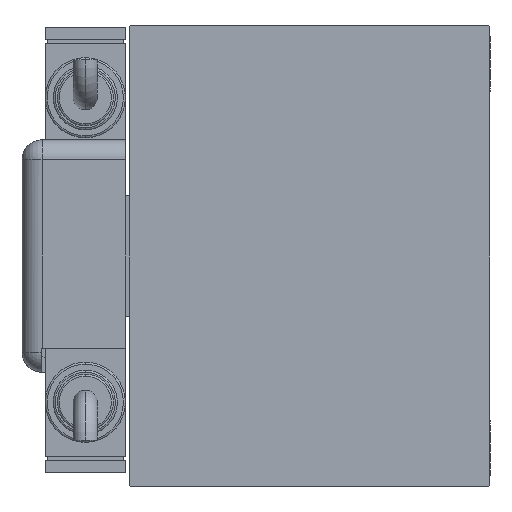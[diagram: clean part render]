
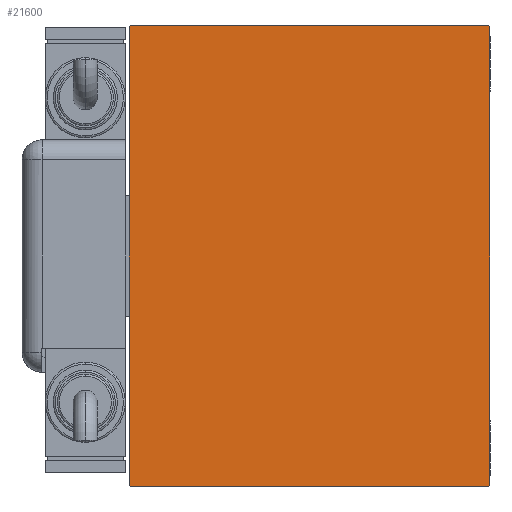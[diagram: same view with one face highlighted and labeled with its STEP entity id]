
A CAD part, left-side view. The second image highlights one B-rep face of the part: STEP entity #21600.
In plain terms, the highlighted face is planar.
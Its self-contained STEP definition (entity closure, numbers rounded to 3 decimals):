
#1263 = LINE ( 'NONE', #10777, #57586 ) ;
#1671 = VERTEX_POINT ( 'NONE', #2598 ) ;
#2598 = CARTESIAN_POINT ( 'NONE',  ( 158., 44.7, -57.5 ) ) ;
#2893 = FACE_OUTER_BOUND ( 'NONE', #44425, .T. ) ;
#3528 = LINE ( 'NONE', #44614, #26158 ) ;
#6254 = VECTOR ( 'NONE', #28268, 1000. ) ;
#7112 = DIRECTION ( 'NONE',  ( 0., -0.707, 0.707 ) ) ;
#7880 = VECTOR ( 'NONE', #46589, 1000. ) ;
#8032 = CARTESIAN_POINT ( 'NONE',  ( 158., 45., -57.2 ) ) ;
#8102 = CARTESIAN_POINT ( 'NONE',  ( 158., 51.1, -51.1 ) ) ;
#8905 = ORIENTED_EDGE ( 'NONE', *, *, #27827, .T. ) ;
#10777 = CARTESIAN_POINT ( 'NONE',  ( 158., -45., -57.5 ) ) ;
#12131 = EDGE_CURVE ( 'NONE', #34992, #43435, #56272, .T. ) ;
#13846 = EDGE_CURVE ( 'NONE', #43435, #27065, #58143, .T. ) ;
#16277 = PLANE ( 'NONE',  #34842 ) ;
#16576 = DIRECTION ( 'NONE',  ( 1., 0., 0. ) ) ;
#16757 = VERTEX_POINT ( 'NONE', #58411 ) ;
#19012 = EDGE_CURVE ( 'NONE', #16757, #1671, #1263, .T. ) ;
#19195 = EDGE_CURVE ( 'NONE', #33652, #34992, #3528, .T. ) ;
#19227 = ORIENTED_EDGE ( 'NONE', *, *, #32786, .T. ) ;
#20673 = LINE ( 'NONE', #43009, #21783 ) ;
#21600 = ADVANCED_FACE ( 'NONE', ( #2893 ), #16277, .T. ) ;
#21783 = VECTOR ( 'NONE', #47786, 1000. ) ;
#23475 = CARTESIAN_POINT ( 'NONE',  ( 158., -51.1, 51.1 ) ) ;
#23830 = EDGE_CURVE ( 'NONE', #27065, #42924, #34655, .T. ) ;
#24253 = DIRECTION ( 'NONE',  ( 0., 0., -1. ) ) ;
#25492 = DIRECTION ( 'NONE',  ( 0., 0., -1. ) ) ;
#25560 = ORIENTED_EDGE ( 'NONE', *, *, #46252, .T. ) ;
#26158 = VECTOR ( 'NONE', #7112, 1000. ) ;
#26236 = ORIENTED_EDGE ( 'NONE', *, *, #13846, .T. ) ;
#27065 = VERTEX_POINT ( 'NONE', #58742 ) ;
#27827 = EDGE_CURVE ( 'NONE', #1671, #43112, #49504, .T. ) ;
#27928 = DIRECTION ( 'NONE',  ( 0., -0.707, -0.707 ) ) ;
#28268 = DIRECTION ( 'NONE',  ( 0., -1., 0. ) ) ;
#29134 = CARTESIAN_POINT ( 'NONE',  ( 158., 45., 57.5 ) ) ;
#29575 = CARTESIAN_POINT ( 'NONE',  ( 158., -45., 57.5 ) ) ;
#30142 = VECTOR ( 'NONE', #24253, 1000. ) ;
#32786 = EDGE_CURVE ( 'NONE', #42924, #16757, #20673, .T. ) ;
#33281 = CARTESIAN_POINT ( 'NONE',  ( 158., 45., 57.2 ) ) ;
#33652 = VERTEX_POINT ( 'NONE', #33281 ) ;
#34441 = CARTESIAN_POINT ( 'NONE',  ( 158., 0., 0. ) ) ;
#34655 = LINE ( 'NONE', #29575, #30142 ) ;
#34842 = AXIS2_PLACEMENT_3D ( 'NONE', #34441, #16576, #25492 ) ;
#34992 = VERTEX_POINT ( 'NONE', #42476 ) ;
#35275 = CARTESIAN_POINT ( 'NONE',  ( 158., -45., -57.2 ) ) ;
#35354 = CARTESIAN_POINT ( 'NONE',  ( 158., -44.7, 57.5 ) ) ;
#36931 = VECTOR ( 'NONE', #49202, 1000. ) ;
#37644 = LINE ( 'NONE', #51912, #7880 ) ;
#37699 = VECTOR ( 'NONE', #27928, 1000. ) ;
#38921 = ORIENTED_EDGE ( 'NONE', *, *, #12131, .T. ) ;
#39140 = ORIENTED_EDGE ( 'NONE', *, *, #19195, .T. ) ;
#39772 = ORIENTED_EDGE ( 'NONE', *, *, #19012, .T. ) ;
#42476 = CARTESIAN_POINT ( 'NONE',  ( 158., 44.7, 57.5 ) ) ;
#42924 = VERTEX_POINT ( 'NONE', #35275 ) ;
#43009 = CARTESIAN_POINT ( 'NONE',  ( 158., -51.1, -51.1 ) ) ;
#43112 = VERTEX_POINT ( 'NONE', #8032 ) ;
#43435 = VERTEX_POINT ( 'NONE', #35354 ) ;
#44425 = EDGE_LOOP ( 'NONE', ( #39772, #8905, #25560, #39140, #38921, #26236, #56647, #19227 ) ) ;
#44614 = CARTESIAN_POINT ( 'NONE',  ( 158., 51.1, 51.1 ) ) ;
#46252 = EDGE_CURVE ( 'NONE', #43112, #33652, #37644, .T. ) ;
#46589 = DIRECTION ( 'NONE',  ( 0., 0., 1. ) ) ;
#47786 = DIRECTION ( 'NONE',  ( 0., 0.707, -0.707 ) ) ;
#49202 = DIRECTION ( 'NONE',  ( 0., 0.707, 0.707 ) ) ;
#49504 = LINE ( 'NONE', #8102, #36931 ) ;
#51912 = CARTESIAN_POINT ( 'NONE',  ( 158., 45., -57.5 ) ) ;
#56272 = LINE ( 'NONE', #29134, #6254 ) ;
#56341 = DIRECTION ( 'NONE',  ( 0., 1., 0. ) ) ;
#56647 = ORIENTED_EDGE ( 'NONE', *, *, #23830, .T. ) ;
#57586 = VECTOR ( 'NONE', #56341, 1000. ) ;
#58143 = LINE ( 'NONE', #23475, #37699 ) ;
#58411 = CARTESIAN_POINT ( 'NONE',  ( 158., -44.7, -57.5 ) ) ;
#58742 = CARTESIAN_POINT ( 'NONE',  ( 158., -45., 57.2 ) ) ;
